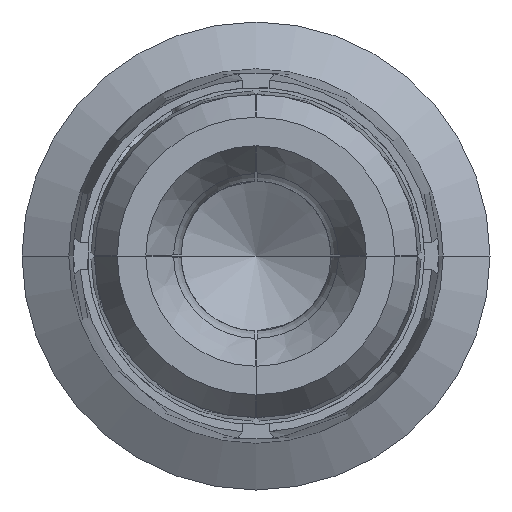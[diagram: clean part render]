
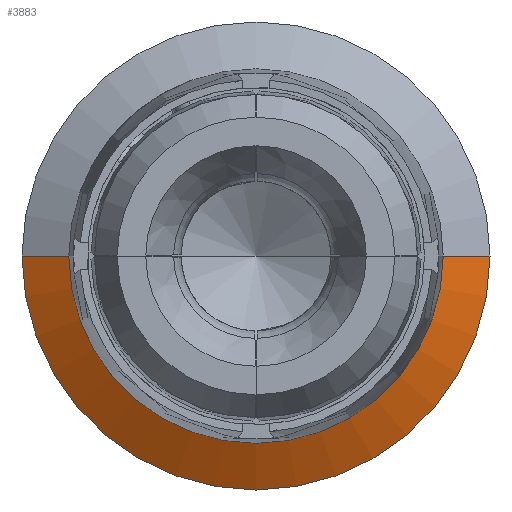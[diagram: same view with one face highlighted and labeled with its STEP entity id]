
A CAD part, front view. The second image highlights one B-rep face of the part: STEP entity #3883.
In plain terms, the highlighted conical face has half-angle 60 degrees and reference radius 1.125 mm.
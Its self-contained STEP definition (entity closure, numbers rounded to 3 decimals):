
#1789=CARTESIAN_POINT('',(0.,0.,0.));
#1790=DIRECTION('',(0.,1.,0.));
#1791=DIRECTION('',(1.,0.,0.));
#1792=AXIS2_PLACEMENT_3D('',#1789,#1790,#1791);
#1794=DIRECTION('',(0.866,-0.5,0.));
#1795=VECTOR('',#1794,0.289);
#1796=CARTESIAN_POINT('',(-1.25,0.,0.));
#1797=LINE('',#1796,#1795);
#1798=CARTESIAN_POINT('',(0.,-0.144,0.));
#1799=DIRECTION('',(0.,-1.,0.));
#1800=DIRECTION('',(-1.,0.,0.));
#1801=AXIS2_PLACEMENT_3D('',#1798,#1799,#1800);
#1803=DIRECTION('',(-0.866,-0.5,0.));
#1804=VECTOR('',#1803,0.289);
#1805=CARTESIAN_POINT('',(1.25,0.,0.));
#1806=LINE('',#1805,#1804);
#2181=CARTESIAN_POINT('',(1.,-0.144,0.));
#2182=VERTEX_POINT('',#2181);
#2183=CARTESIAN_POINT('',(-1.,-0.144,0.));
#2184=VERTEX_POINT('',#2183);
#2187=CARTESIAN_POINT('',(1.25,0.,0.));
#2188=VERTEX_POINT('',#2187);
#2189=CARTESIAN_POINT('',(-1.25,0.,0.));
#2190=VERTEX_POINT('',#2189);
#3869=CARTESIAN_POINT('',(0.,-0.072,0.));
#3870=DIRECTION('',(0.,1.,0.));
#3871=DIRECTION('',(1.,0.,0.));
#3872=AXIS2_PLACEMENT_3D('',#3869,#3870,#3871);
#3873=CONICAL_SURFACE('',#3872,1.125,60.);
#3875=ORIENTED_EDGE('',*,*,#3874,.F.);
#3877=ORIENTED_EDGE('',*,*,#3876,.T.);
#3879=ORIENTED_EDGE('',*,*,#3878,.T.);
#3880=ORIENTED_EDGE('',*,*,#3862,.T.);
#3881=EDGE_LOOP('',(#3875,#3877,#3879,#3880));
#3882=FACE_OUTER_BOUND('',#3881,.F.);
#1793=CIRCLE('',#1792,1.25);
#1802=CIRCLE('',#1801,1.);
#3862=EDGE_CURVE('',#2184,#2182,#1802,.T.);
#3874=EDGE_CURVE('',#2188,#2182,#1806,.T.);
#3876=EDGE_CURVE('',#2188,#2190,#1793,.T.);
#3878=EDGE_CURVE('',#2190,#2184,#1797,.T.);
#3883=ADVANCED_FACE('',(#3882),#3873,.T.);
